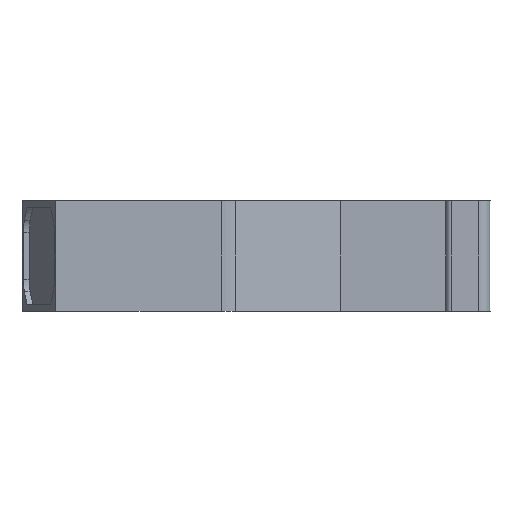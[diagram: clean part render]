
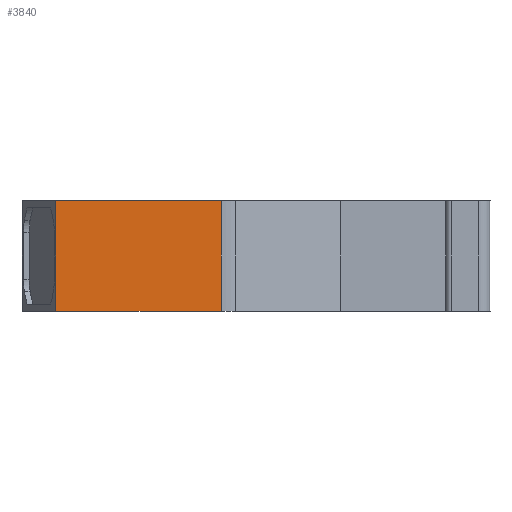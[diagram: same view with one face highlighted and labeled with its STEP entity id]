
A CAD part, left-side view. The second image highlights one B-rep face of the part: STEP entity #3840.
In plain terms, the highlighted planar face has unit normal (-1, 0, 0).
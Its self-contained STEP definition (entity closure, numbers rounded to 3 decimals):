
#111 = AXIS2_PLACEMENT_3D ( 'NONE', #7191, #8596, #8698 ) ;
#305 = DIRECTION ( 'NONE',  ( 0., -1., 0. ) ) ;
#542 = CARTESIAN_POINT ( 'NONE',  ( -16.029, 64.255, 45.476 ) ) ;
#602 = DIRECTION ( 'NONE',  ( 0., 0., 1. ) ) ;
#1284 = CARTESIAN_POINT ( 'NONE',  ( -16.029, 49.296, 45.476 ) ) ;
#2161 = ORIENTED_EDGE ( 'NONE', *, *, #5142, .T. ) ;
#2371 = VECTOR ( 'NONE', #2590, 1000. ) ;
#2433 = LINE ( 'NONE', #5110, #2371 ) ;
#2499 = CARTESIAN_POINT ( 'NONE',  ( -16.029, 49.296, 45.476 ) ) ;
#2590 = DIRECTION ( 'NONE',  ( 0., -1., 0. ) ) ;
#2744 = VERTEX_POINT ( 'NONE', #6391 ) ;
#2770 = VERTEX_POINT ( 'NONE', #6180 ) ;
#2772 = LINE ( 'NONE', #1284, #6891 ) ;
#3054 = FACE_OUTER_BOUND ( 'NONE', #11244, .T. ) ;
#3298 = LINE ( 'NONE', #2499, #11094 ) ;
#3691 = EDGE_CURVE ( 'NONE', #2770, #6020, #4074, .T. ) ;
#3712 = DIRECTION ( 'NONE',  ( 0., 0., 1. ) ) ;
#3840 = ADVANCED_FACE ( 'NONE', ( #3054 ), #10243, .T. ) ;
#4002 = EDGE_CURVE ( 'NONE', #6020, #4589, #2433, .T. ) ;
#4005 = VECTOR ( 'NONE', #3712, 1000. ) ;
#4074 = LINE ( 'NONE', #542, #4005 ) ;
#4233 = ORIENTED_EDGE ( 'NONE', *, *, #3691, .F. ) ;
#4589 = VERTEX_POINT ( 'NONE', #7880 ) ;
#5110 = CARTESIAN_POINT ( 'NONE',  ( -16.029, 49.296, 55.476 ) ) ;
#5142 = EDGE_CURVE ( 'NONE', #2744, #4589, #2772, .T. ) ;
#6020 = VERTEX_POINT ( 'NONE', #10972 ) ;
#6180 = CARTESIAN_POINT ( 'NONE',  ( -16.029, 64.255, 45.476 ) ) ;
#6391 = CARTESIAN_POINT ( 'NONE',  ( -16.029, 49.296, 45.476 ) ) ;
#6891 = VECTOR ( 'NONE', #602, 1000. ) ;
#7191 = CARTESIAN_POINT ( 'NONE',  ( -16.029, 49.296, 45.476 ) ) ;
#7880 = CARTESIAN_POINT ( 'NONE',  ( -16.029, 49.296, 55.476 ) ) ;
#8596 = DIRECTION ( 'NONE',  ( -1., 0., 0. ) ) ;
#8698 = DIRECTION ( 'NONE',  ( 0., -1., 0. ) ) ;
#10118 = ORIENTED_EDGE ( 'NONE', *, *, #4002, .F. ) ;
#10243 = PLANE ( 'NONE',  #111 ) ;
#10821 = ORIENTED_EDGE ( 'NONE', *, *, #10860, .T. ) ;
#10860 = EDGE_CURVE ( 'NONE', #2770, #2744, #3298, .T. ) ;
#10972 = CARTESIAN_POINT ( 'NONE',  ( -16.029, 64.255, 55.476 ) ) ;
#11094 = VECTOR ( 'NONE', #305, 1000. ) ;
#11244 = EDGE_LOOP ( 'NONE', ( #4233, #10821, #2161, #10118 ) ) ;
